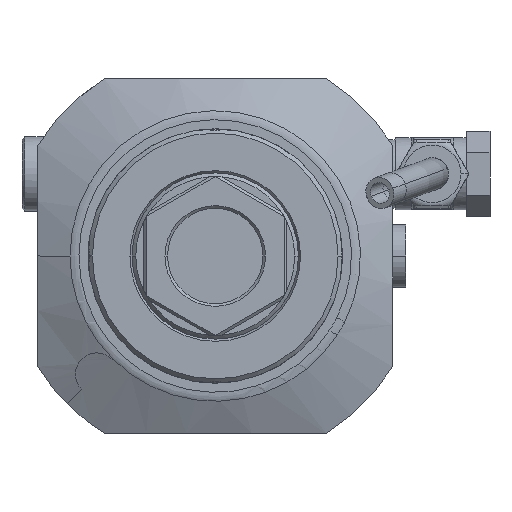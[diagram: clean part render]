
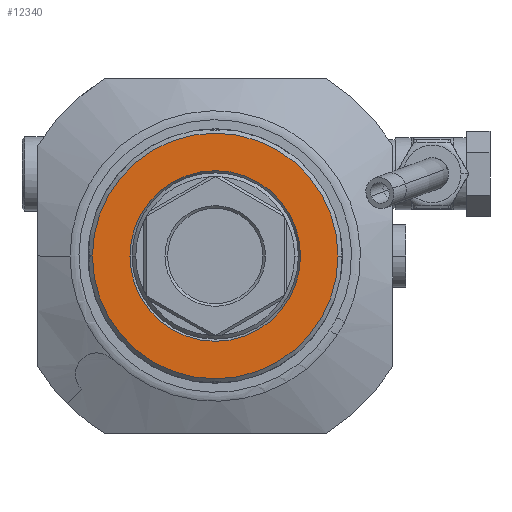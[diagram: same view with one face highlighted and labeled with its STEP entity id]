
A CAD part, left-side view. The second image highlights one B-rep face of the part: STEP entity #12340.
In plain terms, the highlighted planar face has unit normal (-1, 0, 0).
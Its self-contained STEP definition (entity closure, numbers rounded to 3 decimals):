
#4009=CARTESIAN_POINT('',(-24.,0.,0.));
#4010=DIRECTION('',(-1.,0.,0.));
#4011=DIRECTION('',(0.,1.,0.));
#4012=AXIS2_PLACEMENT_3D('',#4009,#4010,#4011);
#4014=CARTESIAN_POINT('',(-24.,0.,0.));
#4015=DIRECTION('',(-1.,0.,0.));
#4016=DIRECTION('',(0.,-1.,0.));
#4017=AXIS2_PLACEMENT_3D('',#4014,#4015,#4016);
#4019=CARTESIAN_POINT('',(-24.,0.,0.));
#4020=DIRECTION('',(1.,0.,0.));
#4021=DIRECTION('',(0.,1.,0.));
#4022=AXIS2_PLACEMENT_3D('',#4019,#4020,#4021);
#4024=CARTESIAN_POINT('',(-24.,0.,0.));
#4025=DIRECTION('',(1.,0.,0.));
#4026=DIRECTION('',(0.,-1.,0.));
#4027=AXIS2_PLACEMENT_3D('',#4024,#4025,#4026);
#7942=CARTESIAN_POINT('',(-24.,16.116,0.));
#7943=CARTESIAN_POINT('',(-24.,-16.116,0.));
#7944=VERTEX_POINT('',#7942);
#7945=VERTEX_POINT('',#7943);
#7946=CARTESIAN_POINT('',(-24.,23.2,0.));
#7947=CARTESIAN_POINT('',(-24.,-23.2,0.));
#7948=VERTEX_POINT('',#7946);
#7949=VERTEX_POINT('',#7947);
#12325=CARTESIAN_POINT('',(-24.,0.,0.));
#12326=DIRECTION('',(-1.,0.,0.));
#12327=DIRECTION('',(0.,1.,0.));
#12328=AXIS2_PLACEMENT_3D('',#12325,#12326,#12327);
#12329=PLANE('',#12328);
#12330=ORIENTED_EDGE('',*,*,#11639,.F.);
#12331=ORIENTED_EDGE('',*,*,#11621,.F.);
#12332=EDGE_LOOP('',(#12330,#12331));
#12333=FACE_OUTER_BOUND('',#12332,.F.);
#12335=ORIENTED_EDGE('',*,*,#12334,.F.);
#12337=ORIENTED_EDGE('',*,*,#12336,.F.);
#12338=EDGE_LOOP('',(#12335,#12337));
#12339=FACE_BOUND('',#12338,.F.);
#4013=CIRCLE('',#4012,23.2);
#4018=CIRCLE('',#4017,23.2);
#4023=CIRCLE('',#4022,16.116);
#4028=CIRCLE('',#4027,16.116);
#11621=EDGE_CURVE('',#7949,#7948,#4018,.T.);
#11639=EDGE_CURVE('',#7948,#7949,#4013,.T.);
#12334=EDGE_CURVE('',#7944,#7945,#4023,.T.);
#12336=EDGE_CURVE('',#7945,#7944,#4028,.T.);
#12340=ADVANCED_FACE('',(#12333,#12339),#12329,.T.);
